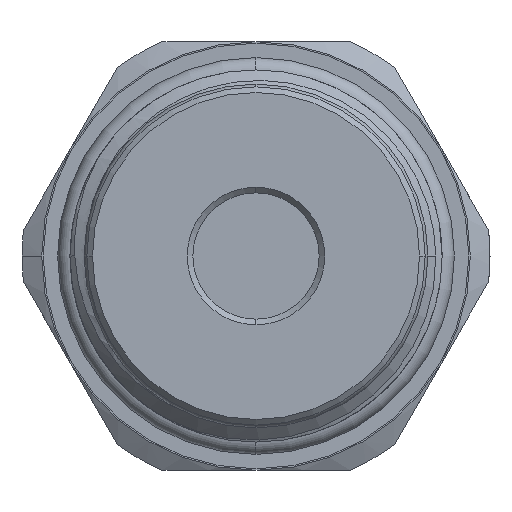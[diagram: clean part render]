
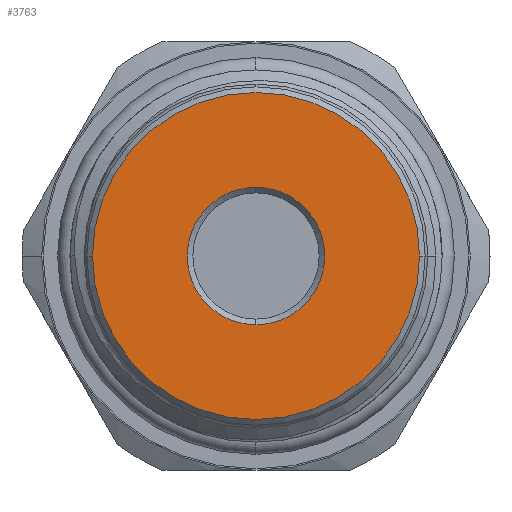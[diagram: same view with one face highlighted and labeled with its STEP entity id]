
A CAD part, left-side view. The second image highlights one B-rep face of the part: STEP entity #3763.
In plain terms, the highlighted planar face has unit normal (-1, 0, 0).
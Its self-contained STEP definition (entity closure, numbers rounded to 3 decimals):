
#83 = CIRCLE ( 'NONE', #9968, 14.5 ) ;
#256 = FACE_BOUND ( 'NONE', #8821, .T. ) ;
#262 = FACE_OUTER_BOUND ( 'NONE', #9365, .T. ) ;
#281 = CIRCLE ( 'NONE', #9991, 6.1 ) ;
#738 = VERTEX_POINT ( 'NONE', #7676 ) ;
#739 = VERTEX_POINT ( 'NONE', #7688 ) ;
#748 = VERTEX_POINT ( 'NONE', #7750 ) ;
#790 = VERTEX_POINT ( 'NONE', #7685 ) ;
#1233 = EDGE_CURVE ( 'NONE', #790, #748, #83, .T. ) ;
#1272 = EDGE_CURVE ( 'NONE', #738, #739, #281, .T. ) ;
#3033 = DIRECTION ( 'NONE',  ( 0., 1., 0. ) ) ;
#3034 = DIRECTION ( 'NONE',  ( -1., 0., 0. ) ) ;
#3035 = CARTESIAN_POINT ( 'NONE',  ( 0., 0., 0. ) ) ;
#3763 = ADVANCED_FACE ( 'NONE', ( #262, #256 ), #4264, .F. ) ;
#4148 = DIRECTION ( 'NONE',  ( 1., 0., 0. ) ) ;
#4151 = DIRECTION ( 'NONE',  ( 0., 1., 0. ) ) ;
#4155 = CARTESIAN_POINT ( 'NONE',  ( 0., 0., 0. ) ) ;
#4258 = CARTESIAN_POINT ( 'NONE',  ( 0., 0., 0. ) ) ;
#4264 = PLANE ( 'NONE',  #9766 ) ;
#4270 = DIRECTION ( 'NONE',  ( 0., 1., 0. ) ) ;
#4271 = DIRECTION ( 'NONE',  ( 1., 0., 0. ) ) ;
#6411 = EDGE_CURVE ( 'NONE', #739, #738, #7142, .T. ) ;
#6438 = EDGE_CURVE ( 'NONE', #748, #790, #7074, .T. ) ;
#7074 = CIRCLE ( 'NONE', #9865, 14.5 ) ;
#7142 = CIRCLE ( 'NONE', #9976, 6.1 ) ;
#7562 = DIRECTION ( 'NONE',  ( 1., 0., 0. ) ) ;
#7574 = DIRECTION ( 'NONE',  ( 0., 1., 0. ) ) ;
#7608 = CARTESIAN_POINT ( 'NONE',  ( 0., 0., 0. ) ) ;
#7676 = CARTESIAN_POINT ( 'NONE',  ( 0., 0., 6.1 ) ) ;
#7685 = CARTESIAN_POINT ( 'NONE',  ( 0., -14.5, 0. ) ) ;
#7688 = CARTESIAN_POINT ( 'NONE',  ( 0., 0., -6.1 ) ) ;
#7750 = CARTESIAN_POINT ( 'NONE',  ( 0., 14.5, 0. ) ) ;
#8023 = DIRECTION ( 'NONE',  ( 0., 1., 0. ) ) ;
#8027 = CARTESIAN_POINT ( 'NONE',  ( 0., 0., 0. ) ) ;
#8030 = DIRECTION ( 'NONE',  ( -1., 0., 0. ) ) ;
#8243 = ORIENTED_EDGE ( 'NONE', *, *, #6411, .T. ) ;
#8303 = ORIENTED_EDGE ( 'NONE', *, *, #6438, .T. ) ;
#8317 = ORIENTED_EDGE ( 'NONE', *, *, #1233, .T. ) ;
#8821 = EDGE_LOOP ( 'NONE', ( #8879, #8243 ) ) ;
#8879 = ORIENTED_EDGE ( 'NONE', *, *, #1272, .T. ) ;
#9365 = EDGE_LOOP ( 'NONE', ( #8303, #8317 ) ) ;
#9766 = AXIS2_PLACEMENT_3D ( 'NONE', #4258, #4271, #4270 ) ;
#9865 = AXIS2_PLACEMENT_3D ( 'NONE', #3035, #3034, #3033 ) ;
#9968 = AXIS2_PLACEMENT_3D ( 'NONE', #8027, #8030, #8023 ) ;
#9976 = AXIS2_PLACEMENT_3D ( 'NONE', #4155, #4148, #4151 ) ;
#9991 = AXIS2_PLACEMENT_3D ( 'NONE', #7608, #7562, #7574 ) ;
